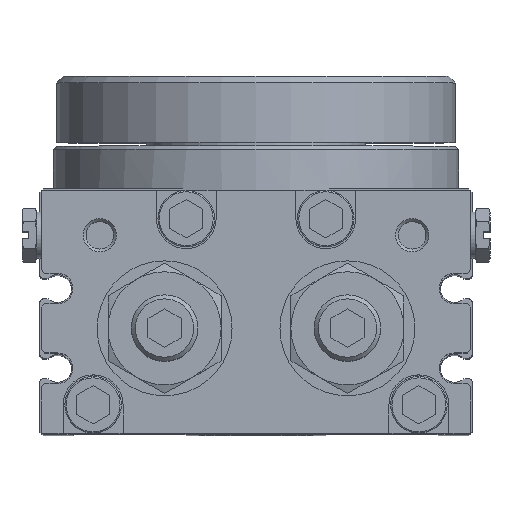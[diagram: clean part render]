
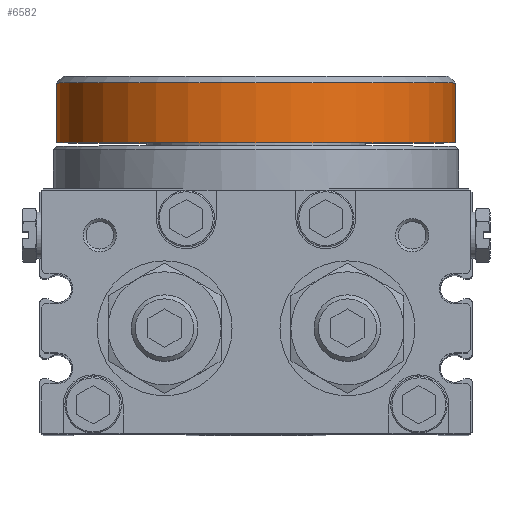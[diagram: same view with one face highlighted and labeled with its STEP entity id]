
A CAD part, top view. The second image highlights one B-rep face of the part: STEP entity #6582.
In plain terms, the highlighted cylindrical face has radius 30 mm (diameter 60 mm), a full revolution.
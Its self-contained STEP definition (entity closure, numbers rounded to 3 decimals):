
#95=CYLINDRICAL_SURFACE('',#7219,30.);
#3064=ORIENTED_EDGE('',*,*,#3998,.T.);
#3065=ORIENTED_EDGE('',*,*,#3989,.F.);
#3989=EDGE_CURVE('',#4597,#4597,#4835,.T.);
#3998=EDGE_CURVE('',#4606,#4606,#4844,.T.);
#4597=VERTEX_POINT('',#11197);
#4606=VERTEX_POINT('',#11216);
#4835=CIRCLE('',#7210,30.);
#4844=CIRCLE('',#7220,30.);
#5352=EDGE_LOOP('',(#3064));
#5353=EDGE_LOOP('',(#3065));
#5900=FACE_BOUND('',#5352,.T.);
#5901=FACE_BOUND('',#5353,.T.);
#6582=ADVANCED_FACE('',(#5900,#5901),#95,.T.);
#7210=AXIS2_PLACEMENT_3D('',#11196,#8958,#8959);
#7219=AXIS2_PLACEMENT_3D('',#11214,#8976,#8977);
#7220=AXIS2_PLACEMENT_3D('',#11215,#8978,#8979);
#8958=DIRECTION('',(0.,-1.,0.));
#8959=DIRECTION('',(0.,0.,-1.));
#8976=DIRECTION('',(0.,-1.,0.));
#8977=DIRECTION('',(0.,0.,-1.));
#8978=DIRECTION('',(0.,-1.,0.));
#8979=DIRECTION('',(0.,0.,-1.));
#11196=CARTESIAN_POINT('',(0.,0.,0.));
#11197=CARTESIAN_POINT('',(0.,0.,-30.));
#11214=CARTESIAN_POINT('',(0.,-50.,0.));
#11215=CARTESIAN_POINT('',(0.,9.,0.));
#11216=CARTESIAN_POINT('',(0.,9.,-30.));
